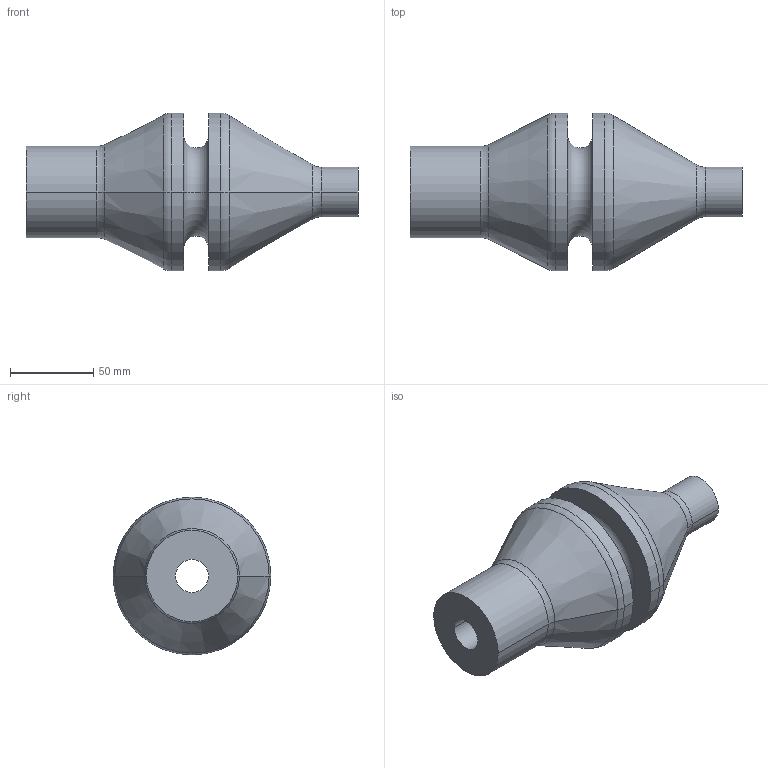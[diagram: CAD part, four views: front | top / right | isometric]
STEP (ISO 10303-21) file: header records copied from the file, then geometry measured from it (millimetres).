
FILE_DESCRIPTION((''),'2;1');
FILE_NAME('KRITISCHER_QUERSCHNITT','2021-02-06T09:11:28',('jaeger'),(''),'CREO PARAMETRIC BY PTC INC, 2020154','CREO PARAMETRIC BY PTC INC, 2020154','');
FILE_SCHEMA(('AUTOMOTIVE_DESIGN { 1 0 10303 214 1 1 1 1 }'));
Length unit declared in the file: millimetre
Products named in the file (1): KRITISCHER_QUERSCHNITT
Bounding box: 200 x 95 x 95 mm (x, y, z)
Volume: 605550.2 mm3; surface area: 65350.9 mm2
Topology: 1 solids, 1 shells, 28 faces, 56 edges, 32 vertices
Faces by surface type: cylinder 10, torus 10, plane 4, cone 4
Entity records: 1022 total; most frequent: DIRECTION 180, CARTESIAN_POINT 135, ORIENTED_EDGE 112, AXIS2_PLACEMENT_3D 80, EDGE_CURVE 56, CIRCLE 42, VERTEX_POINT 32, EDGE_LOOP 32
